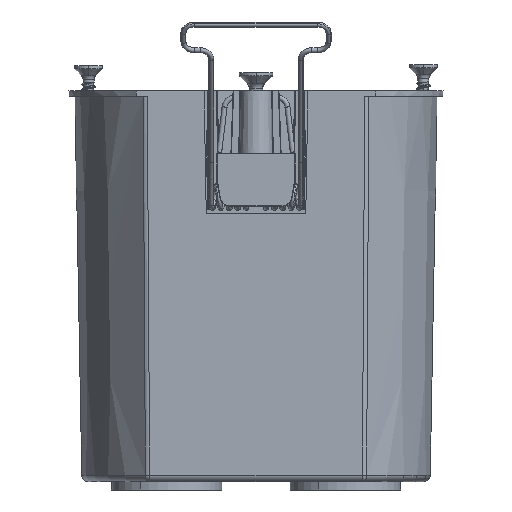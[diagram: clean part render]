
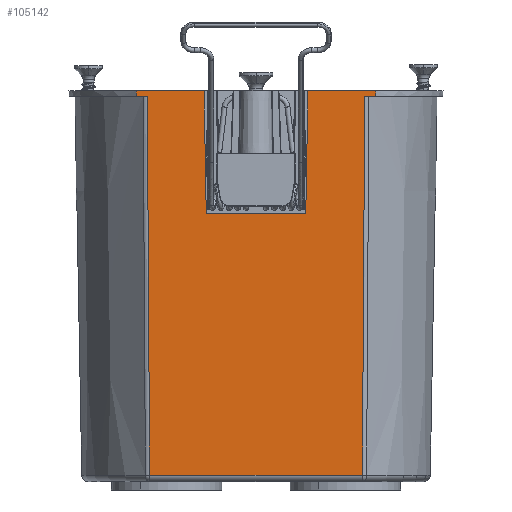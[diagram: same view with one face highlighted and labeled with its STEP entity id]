
A CAD part, left-side view. The second image highlights one B-rep face of the part: STEP entity #105142.
In plain terms, the highlighted planar face has unit normal (-1, 0, -0.018).
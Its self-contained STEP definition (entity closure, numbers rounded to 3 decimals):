
#105112=AXIS2_PLACEMENT_3D('Plane Axis2P3D',#105109,#105110,#105111) ;
#98942=CARTESIAN_POINT('Vertex',(-25.7,21.489,4.)) ;
#98945=CARTESIAN_POINT('Line Origine',(-25.7,20.691,4.)) ;
#98949=CARTESIAN_POINT('Vertex',(-25.7,19.894,4.)) ;
#98952=CARTESIAN_POINT('Line Origine',(-25.7,14.597,4.)) ;
#98956=CARTESIAN_POINT('Vertex',(-25.7,9.3,4.)) ;
#100225=CARTESIAN_POINT('Vertex',(-25.7,-9.3,4.)) ;
#100228=CARTESIAN_POINT('Line Origine',(-25.7,-14.597,4.)) ;
#100232=CARTESIAN_POINT('Vertex',(-25.7,-19.894,4.)) ;
#100235=CARTESIAN_POINT('Line Origine',(-25.7,-20.691,4.)) ;
#100239=CARTESIAN_POINT('Vertex',(-25.7,-21.489,4.)) ;
#101897=CARTESIAN_POINT('Control Point',(-25.7,9.3,4.)) ;
#101898=CARTESIAN_POINT('Control Point',(-25.316,8.916,-18.)) ;
#101899=CARTESIAN_POINT('Vertex',(-25.316,8.916,-18.)) ;
#101938=CARTESIAN_POINT('Line Origine',(-25.316,0.,-18.)) ;
#101942=CARTESIAN_POINT('Vertex',(-25.316,-8.916,-18.)) ;
#102117=CARTESIAN_POINT('Control Point',(-25.7,-9.3,4.)) ;
#102118=CARTESIAN_POINT('Control Point',(-25.316,-8.916,-18.)) ;
#104805=CARTESIAN_POINT('Vertex',(-25.683,-21.482,3.)) ;
#104808=CARTESIAN_POINT('Line Origine',(-25.683,-20.685,3.)) ;
#104812=CARTESIAN_POINT('Vertex',(-25.683,-19.888,3.)) ;
#104815=CARTESIAN_POINT('Line Origine',(-25.683,-19.68,3.)) ;
#104819=CARTESIAN_POINT('Vertex',(-25.683,-19.473,3.)) ;
#104854=CARTESIAN_POINT('Vertex',(-25.683,19.473,3.)) ;
#104857=CARTESIAN_POINT('Line Origine',(-25.683,19.68,3.)) ;
#104861=CARTESIAN_POINT('Vertex',(-25.683,19.888,3.)) ;
#104864=CARTESIAN_POINT('Line Origine',(-25.683,20.685,3.)) ;
#104868=CARTESIAN_POINT('Vertex',(-25.683,21.482,3.)) ;
#104940=CARTESIAN_POINT('Control Point',(-24.499,-19.055,-64.821)) ;
#104941=CARTESIAN_POINT('Control Point',(-24.731,-19.138,-51.528)) ;
#104942=CARTESIAN_POINT('Control Point',(-24.963,-19.22,-38.235)) ;
#104943=CARTESIAN_POINT('Control Point',(-25.195,-19.302,-24.942)) ;
#104944=CARTESIAN_POINT('Control Point',(-25.432,-19.386,-11.378)) ;
#104945=CARTESIAN_POINT('Control Point',(-25.668,-19.468,2.187)) ;
#104946=CARTESIAN_POINT('Control Point',(-25.673,-19.47,2.458)) ;
#104947=CARTESIAN_POINT('Control Point',(-25.678,-19.472,2.729)) ;
#104948=CARTESIAN_POINT('Control Point',(-25.683,-19.473,3.)) ;
#104949=CARTESIAN_POINT('Vertex',(-24.499,-19.055,-64.821)) ;
#104981=CARTESIAN_POINT('Vertex',(-24.499,19.055,-64.821)) ;
#105013=CARTESIAN_POINT('Line Origine',(-24.499,0.591,-64.821)) ;
#105088=CARTESIAN_POINT('Control Point',(-24.499,19.055,-64.821)) ;
#105089=CARTESIAN_POINT('Control Point',(-24.735,19.14,-51.257)) ;
#105090=CARTESIAN_POINT('Control Point',(-24.972,19.224,-37.693)) ;
#105091=CARTESIAN_POINT('Control Point',(-25.209,19.307,-24.128)) ;
#105092=CARTESIAN_POINT('Control Point',(-25.446,19.391,-10.564)) ;
#105093=CARTESIAN_POINT('Control Point',(-25.683,19.473,3.)) ;
#105109=CARTESIAN_POINT('Axis2P3D Location',(-25.7,0.,4.)) ;
#105115=CARTESIAN_POINT('Control Point',(-25.7,-21.489,4.)) ;
#105116=CARTESIAN_POINT('Control Point',(-25.691,-21.485,3.5)) ;
#105117=CARTESIAN_POINT('Control Point',(-25.683,-21.482,3.)) ;
#105120=CARTESIAN_POINT('Control Point',(-25.7,21.489,4.)) ;
#105121=CARTESIAN_POINT('Control Point',(-25.691,21.485,3.5)) ;
#105122=CARTESIAN_POINT('Control Point',(-25.683,21.482,3.)) ;
#98946=DIRECTION('Vector Direction',(0.,1.,0.)) ;
#98953=DIRECTION('Vector Direction',(0.,-1.,0.)) ;
#100229=DIRECTION('Vector Direction',(0.,-1.,0.)) ;
#100236=DIRECTION('Vector Direction',(0.,1.,0.)) ;
#101939=DIRECTION('Vector Direction',(0.,1.,0.)) ;
#104809=DIRECTION('Vector Direction',(0.,-1.,0.)) ;
#104816=DIRECTION('Vector Direction',(0.,-1.,0.)) ;
#104858=DIRECTION('Vector Direction',(0.,-1.,0.)) ;
#104865=DIRECTION('Vector Direction',(0.,-1.,0.)) ;
#105014=DIRECTION('Vector Direction',(0.,-1.,0.)) ;
#105110=DIRECTION('Axis2P3D Direction',(-1.,-0.,-0.017)) ;
#105111=DIRECTION('Axis2P3D XDirection',(0.,-1.,0.)) ;
#98947=VECTOR('Line Direction',#98946,1.) ;
#98954=VECTOR('Line Direction',#98953,1.) ;
#100230=VECTOR('Line Direction',#100229,1.) ;
#100237=VECTOR('Line Direction',#100236,1.) ;
#101940=VECTOR('Line Direction',#101939,1.) ;
#104810=VECTOR('Line Direction',#104809,1.) ;
#104817=VECTOR('Line Direction',#104816,1.) ;
#104859=VECTOR('Line Direction',#104858,1.) ;
#104866=VECTOR('Line Direction',#104865,1.) ;
#105015=VECTOR('Line Direction',#105014,1.) ;
#105125=ORIENTED_EDGE('',*,*,#104814,.T.) ;
#105126=ORIENTED_EDGE('',*,*,#105118,.F.) ;
#105127=ORIENTED_EDGE('',*,*,#100241,.T.) ;
#105128=ORIENTED_EDGE('',*,*,#100234,.T.) ;
#105129=ORIENTED_EDGE('',*,*,#102119,.T.) ;
#105130=ORIENTED_EDGE('',*,*,#101944,.T.) ;
#105131=ORIENTED_EDGE('',*,*,#101901,.F.) ;
#105132=ORIENTED_EDGE('',*,*,#98958,.F.) ;
#105133=ORIENTED_EDGE('',*,*,#98951,.F.) ;
#105134=ORIENTED_EDGE('',*,*,#105123,.T.) ;
#105135=ORIENTED_EDGE('',*,*,#104870,.F.) ;
#105136=ORIENTED_EDGE('',*,*,#104863,.F.) ;
#105137=ORIENTED_EDGE('',*,*,#105094,.T.) ;
#105138=ORIENTED_EDGE('',*,*,#105017,.F.) ;
#105139=ORIENTED_EDGE('',*,*,#104951,.F.) ;
#105140=ORIENTED_EDGE('',*,*,#104821,.F.) ;
#105142=ADVANCED_FACE('Hauptk\X2\00F6\X0\rper',(#105141),#105113,.T.) ;
#101896=B_SPLINE_CURVE_WITH_KNOTS('',1,(#101897,#101898),.UNSPECIFIED.,.F.,.U.,(2,2),(-11.003,11.003),.UNSPECIFIED.) ;
#102116=B_SPLINE_CURVE_WITH_KNOTS('',1,(#102117,#102118),.UNSPECIFIED.,.F.,.U.,(2,2),(-11.003,11.003),.UNSPECIFIED.) ;
#104939=B_SPLINE_CURVE_WITH_KNOTS('',5,(#104940,#104941,#104942,#104943,#104944,#104945,#104946,#104947,#104948),.UNSPECIFIED.,.F.,.U.,(6,3,6),(21.532,115.544,117.462),.UNSPECIFIED.) ;
#105087=B_SPLINE_CURVE_WITH_KNOTS('',5,(#105088,#105089,#105090,#105091,#105092,#105093),.UNSPECIFIED.,.F.,.U.,(6,6),(21.532,117.462),.UNSPECIFIED.) ;
#105114=B_SPLINE_CURVE_WITH_KNOTS('',2,(#105115,#105116,#105117),.UNSPECIFIED.,.F.,.U.,(3,3),(0.,1.414),.UNSPECIFIED.) ;
#105119=B_SPLINE_CURVE_WITH_KNOTS('',2,(#105120,#105121,#105122),.UNSPECIFIED.,.F.,.U.,(3,3),(0.,1.414),.UNSPECIFIED.) ;
#98951=EDGE_CURVE('',#98943,#98950,#98948,.F.) ;
#98958=EDGE_CURVE('',#98950,#98957,#98955,.T.) ;
#100234=EDGE_CURVE('',#100233,#100226,#100231,.F.) ;
#100241=EDGE_CURVE('',#100240,#100233,#100238,.T.) ;
#101901=EDGE_CURVE('',#98957,#101900,#101896,.T.) ;
#101944=EDGE_CURVE('',#101943,#101900,#101941,.T.) ;
#102119=EDGE_CURVE('',#100226,#101943,#102116,.T.) ;
#104814=EDGE_CURVE('',#104813,#104806,#104811,.T.) ;
#104821=EDGE_CURVE('',#104813,#104820,#104818,.F.) ;
#104863=EDGE_CURVE('',#104855,#104862,#104860,.F.) ;
#104870=EDGE_CURVE('',#104862,#104869,#104867,.F.) ;
#104951=EDGE_CURVE('',#104820,#104950,#104939,.F.) ;
#105017=EDGE_CURVE('',#104950,#104982,#105016,.F.) ;
#105094=EDGE_CURVE('',#104855,#104982,#105087,.F.) ;
#105118=EDGE_CURVE('',#100240,#104806,#105114,.T.) ;
#105123=EDGE_CURVE('',#98943,#104869,#105119,.T.) ;
#105124=EDGE_LOOP('',(#105125,#105126,#105127,#105128,#105129,#105130,#105131,#105132,#105133,#105134,#105135,#105136,#105137,#105138,#105139,#105140)) ;
#105141=FACE_OUTER_BOUND('',#105124,.T.) ;
#98948=LINE('Line',#98945,#98947) ;
#98955=LINE('Line',#98952,#98954) ;
#100231=LINE('Line',#100228,#100230) ;
#100238=LINE('Line',#100235,#100237) ;
#101941=LINE('Line',#101938,#101940) ;
#104811=LINE('Line',#104808,#104810) ;
#104818=LINE('Line',#104815,#104817) ;
#104860=LINE('Line',#104857,#104859) ;
#104867=LINE('Line',#104864,#104866) ;
#105016=LINE('Line',#105013,#105015) ;
#105113=PLANE('Plane',#105112) ;
#98943=VERTEX_POINT('',#98942) ;
#98950=VERTEX_POINT('',#98949) ;
#98957=VERTEX_POINT('',#98956) ;
#100226=VERTEX_POINT('',#100225) ;
#100233=VERTEX_POINT('',#100232) ;
#100240=VERTEX_POINT('',#100239) ;
#101900=VERTEX_POINT('',#101899) ;
#101943=VERTEX_POINT('',#101942) ;
#104806=VERTEX_POINT('',#104805) ;
#104813=VERTEX_POINT('',#104812) ;
#104820=VERTEX_POINT('',#104819) ;
#104855=VERTEX_POINT('',#104854) ;
#104862=VERTEX_POINT('',#104861) ;
#104869=VERTEX_POINT('',#104868) ;
#104950=VERTEX_POINT('',#104949) ;
#104982=VERTEX_POINT('',#104981) ;
